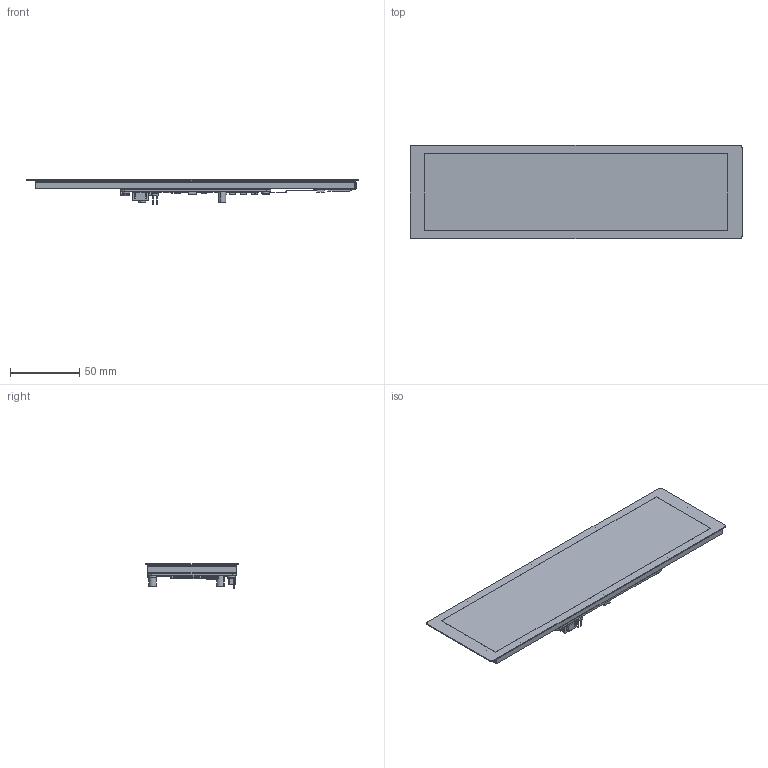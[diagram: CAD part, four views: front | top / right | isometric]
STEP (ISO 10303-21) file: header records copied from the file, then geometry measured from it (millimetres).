
FILE_DESCRIPTION((''),'2;1');
FILE_NAME('8_8INCH-DSI-LCD_ASM','2024-10-25T21:37:48',('xiaojisheng'),(''),'CREO PARAMETRIC BY PTC INC, 2021063','CREO PARAMETRIC BY PTC INC, 2021063','');
FILE_SCHEMA(('CONFIG_CONTROL_DESIGN','SHAPE_APPEARANCE_LAYERS_GROUPS'));
Products named in the file (238): HSD088IPW1-A; 8_8INCH-TP; TR_FASTENINGS_LTD-M2_5X8MM_X; TR_FASTENINGS_LTD-M2_5X1_5MM; 40PIN-0_5SH_LCD_CONNECTOR; TYPE-C_USB-9X3X6_5; HP2_0-4PIN-SMT-L; 2_54_MM_DUPONT_MALE_2PIN-SMT; SWITCH-TS24CA; OPEN_CASCADE_STEP_TRANSLATOR_7_; BOARD_1_ASM; EXTRUDED-2451; 6271626736_ASM; EXTRUDED-2643; 6271626576_ASM; R69_ASM; R68_ASM; EXTRUDED-2909; 6270450592_ASM; U19_ASM; EXTRUDED-3124; 6270447952_ASM; U1_1_ASM; R9_1_ASM; R8_1_ASM; C51_ASM; C50_ASM; EXTRUDED-3543; 6271624416_ASM; EXTRUDED-3755; 6271621616_ASM; U7_ASM; EXTRUDED-3978; 6271623456_ASM; EXTRUDED-4170; 6271623696_ASM; C49_ASM; R28_ASM; USER_LIBRARY-LED_0603_R_PO-4452; USER_LIBRARY-LED_0603_R_PAD004 ...
Assembly tree (628 placements, depth 7):
  8_8INCH-DSI-LCD_ASM
    HSD088IPW1-A
    8_8INCH-TP
    8_8INCH-DSI_PCBA-20240724_ASM
      TR_FASTENINGS_LTD-M2_5X8MM_X  x4
      TR_FASTENINGS_LTD-M2_5X1_5MM  x4
      40PIN-0_5SH_LCD_CONNECTOR
      TYPE-C_USB-9X3X6_5
      HP2_0-4PIN-SMT-L
      2_54_MM_DUPONT_MALE_2PIN-SMT
      SWITCH-TS24CA  x3
      8_8INCH_DSI_LCD-PCBA-20240726_ASM
        PCB_1_ASM
          BOARD_1_ASM
            OPEN_CASCADE_STEP_TRANSLATOR_7_
          R69_ASM
            6271626736_ASM
              EXTRUDED-2451
            6271626576_ASM  x2
              EXTRUDED-2643
          R68_ASM
            6271626736_ASM
              EXTRUDED-2451
            6271626576_ASM  x2
              EXTRUDED-2643
          U19_ASM
            6270450592_ASM
              EXTRUDED-2909
          U1_1_ASM
            6270447952_ASM
              EXTRUDED-3124
          R9_1_ASM
            6271626736_ASM
              EXTRUDED-2451
            6271626576_ASM  x2
              EXTRUDED-2643
          R8_1_ASM
            6271626736_ASM
              EXTRUDED-2451
            6271626576_ASM  x2
              EXTRUDED-2643
          C51_ASM
            6271626736_ASM
              EXTRUDED-2451
            6271626576_ASM  x2
              EXTRUDED-2643
          C50_ASM
            6271626736_ASM
              EXTRUDED-2451
            6271626576_ASM  x2
              EXTRUDED-2643
          U7_ASM
            6271624416_ASM  x5
              EXTRUDED-3543
            6271621616_ASM
              EXTRUDED-3755
          C49_ASM
            6271623456_ASM
              EXTRUDED-3978
            6271623696_ASM  x2
Bounding box: 240.5 x 68 x 17.6 mm (x, y, z)
Volume: 97286.2 mm3; surface area: 95586.6 mm2
Topology: 448 solids, 449 shells, 6109 faces, 15241 edges, 10077 vertices
Faces by surface type: plane 5071, cylinder 802, extrusion 111, cone 65, bspline 60
Entity records: 145874 total; most frequent: CARTESIAN_POINT 28431, DIRECTION 18498, ORIENTED_EDGE 17344, EDGE_CURVE 8673, PRESENTATION_STYLE_ASSIGNMENT 8437, STYLED_ITEM 8247, CURVE_STYLE 7892, VECTOR 6990
